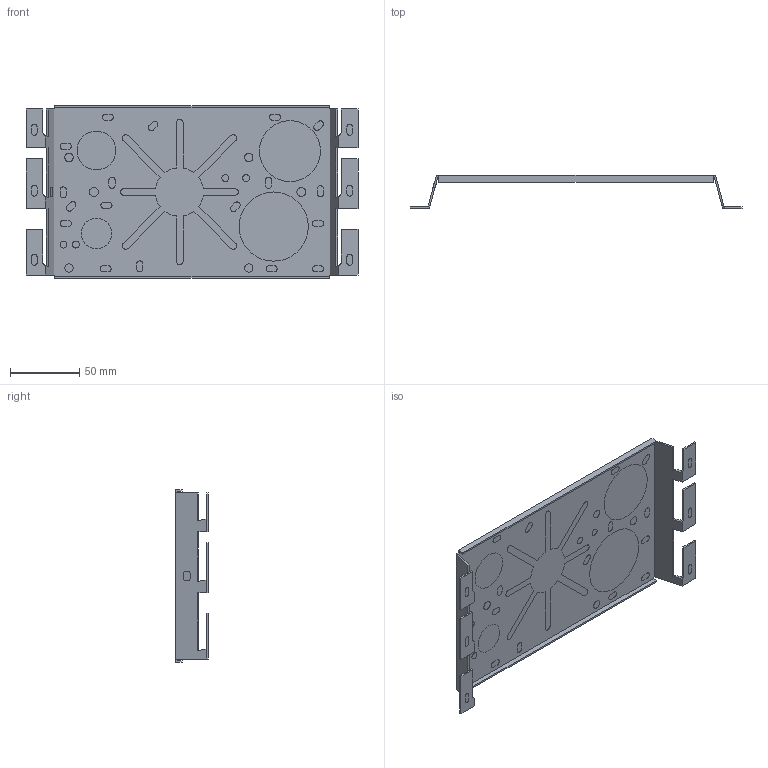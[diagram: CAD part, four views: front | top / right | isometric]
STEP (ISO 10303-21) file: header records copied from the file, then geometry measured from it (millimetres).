
FILE_DESCRIPTION(/* description */ (''),/* implementation_level */ '2;1');
FILE_NAME(/* name */ '586250.stp',/* time_stamp */ '2025-12-05T09:49:44+01:00',/* author */ ('mael.lecharpentier'),/* organization */ (''),/* preprocessor_version */ 'ST-DEVELOPER v20',/* originating_system */ 'AutoCAD Mechanical',/* authorisation */ '');
FILE_SCHEMA (('AUTOMOTIVE_DESIGN { 1 0 10303 214 3 1 1 }'));
Length unit declared in the file: millimetre
Products named in the file (1): Product
Bounding box: 240 x 24.2 x 124.8 mm (x, y, z)
Volume: 39744.7 mm3; surface area: 83476.5 mm2
Topology: 1 solids, 81 shells, 146 faces, 492 edges, 428 vertices
Faces by surface type: plane 140, cylinder 6
Entity records: 5647 total; most frequent: CARTESIAN_POINT 1067, DIRECTION 980, ORIENTED_EDGE 684, EDGE_CURVE 492, VERTEX_POINT 428, AXIS2_PLACEMENT_3D 341, LINE 298, VECTOR 298
